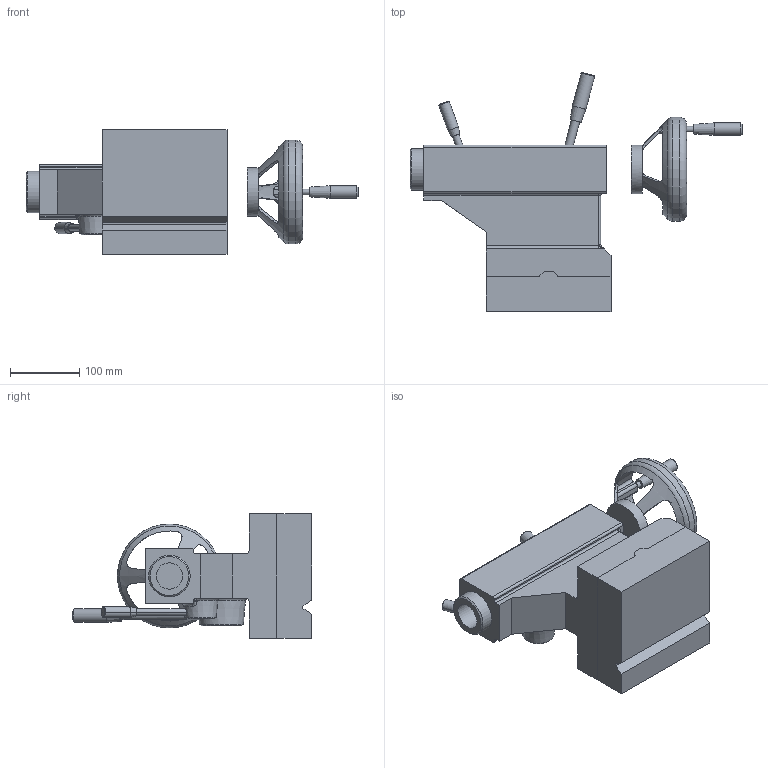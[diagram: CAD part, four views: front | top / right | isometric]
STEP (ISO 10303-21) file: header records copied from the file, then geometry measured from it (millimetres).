
FILE_DESCRIPTION(/* description */ ('STEP AP214'),/* implementation_level */ '2;1');
FILE_NAME(/* name */ 'TAILSTOCK.stp',/* time_stamp */ '2025-12-13T07:39:01-08:00',/* author */ ('admin'),/* organization */ (''),/* preprocessor_version */ 'ST-DEVELOPER v20.1',/* originating_system */ 'Autodesk Inventor 2026',/* authorisation */ '');
FILE_SCHEMA (('AUTOMOTIVE_DESIGN { 1 0 10303 214 3 1 1 }'));
Length unit declared in the file: inch
Products named in the file (1): Lathe Machine
Bounding box: 479 x 344.83 x 180 mm (x, y, z)
Volume: 5540493.6 mm3; surface area: 519898.3 mm2
Topology: 4 solids, 4 shells, 164 faces, 433 edges, 272 vertices
Faces by surface type: plane 72, cylinder 46, bspline 22, cone 15, torus 9
Full cylindrical faces by diameter (mm): 8 x1, 12 x1, 18.196 x1, 20 x1, 38 x1, 60 x2, 70 x1, 150 x1
Entity records: 7549 total; most frequent: CARTESIAN_POINT 3565, ORIENTED_EDGE 858, DIRECTION 777, EDGE_CURVE 429, AXIS2_PLACEMENT_3D 291, VERTEX_POINT 272, LINE 195, VECTOR 195
